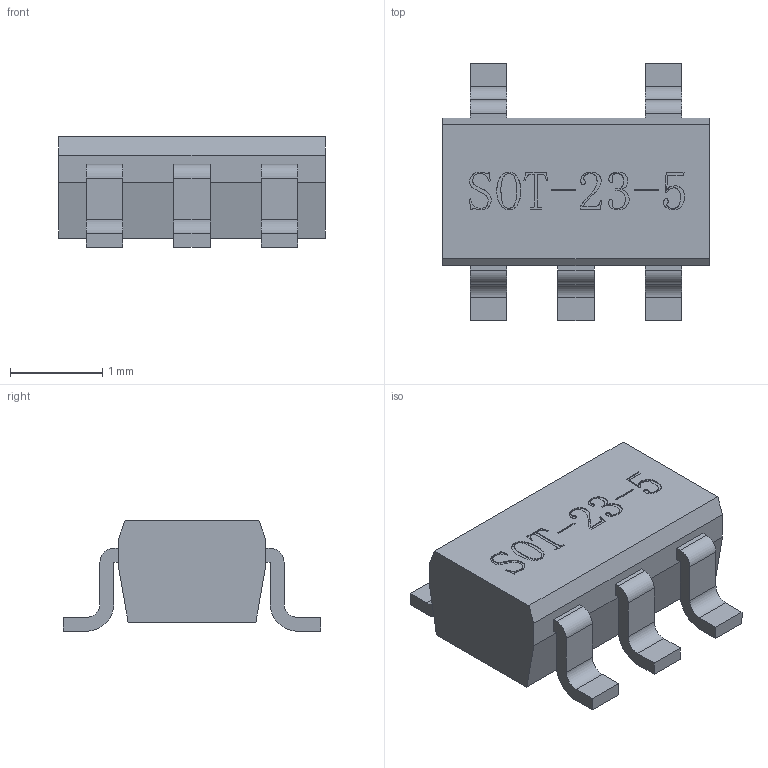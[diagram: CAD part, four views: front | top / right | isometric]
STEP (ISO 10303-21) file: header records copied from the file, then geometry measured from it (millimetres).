
FILE_DESCRIPTION (( 'STEP AP214' ), '1' );
FILE_NAME ('SOT-23-5.STEP', '2008-07-13T02:21:50', ( 'Chinese User' ), ( 'Chinese ORG' ), 'SwSTEP 2.0', 'SolidWorks 2005204', '' );
FILE_SCHEMA (( 'AUTOMOTIVE_DESIGN' ));
Length unit declared in the file: millimetre
Products named in the file (1): SOT-23-5
Bounding box: 2.9 x 2.8 x 1.2 mm (x, y, z)
Volume: 5.3 mm3; surface area: 27 mm2
Topology: 7 solids, 7 shells, 202 faces, 537 edges, 358 vertices
Faces by surface type: plane 115, bspline 69, cylinder 18
Entity records: 12099 total; most frequent: CARTESIAN_POINT 7305, ORIENTED_EDGE 1074, DIRECTION 703, EDGE_CURVE 537, VECTOR 363, LINE 363, VERTEX_POINT 358, EDGE_LOOP 211
